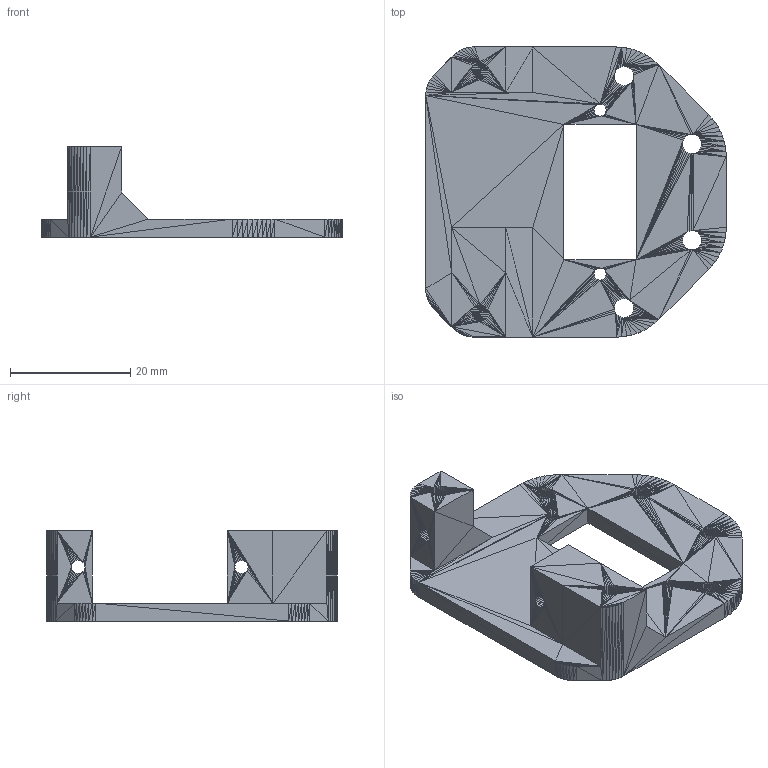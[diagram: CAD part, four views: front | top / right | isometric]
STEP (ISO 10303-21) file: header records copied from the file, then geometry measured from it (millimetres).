
FILE_DESCRIPTION((''),'2;1');
FILE_NAME('Gripper Upper', '2026-01-31T14:30:26', (''), (''), 'ImageToStl.com STEP Converter','', '');
FILE_SCHEMA(('AUTOMOTIVE_DESIGN_CC2'));
Length unit declared in the file: metre
Products named in the file (1): product0
Bounding box: 50 x 48.28 x 15 mm (x, y, z)
Surface area: 5779.3 mm2 (no closed solid volume)
Topology: 0 solids, 1472 shells, 1472 faces, 4416 edges, 720 vertices
Faces by surface type: plane 1472
Entity records: 33852 total; most frequent: DIRECTION 7362, ORIENTED_EDGE 4416, EDGE_CURVE 4416, LINE 4416, VECTOR 4416, AXIS2_PLACEMENT_3D 1473, FACE_SURFACE 1472, PLANE 1472
